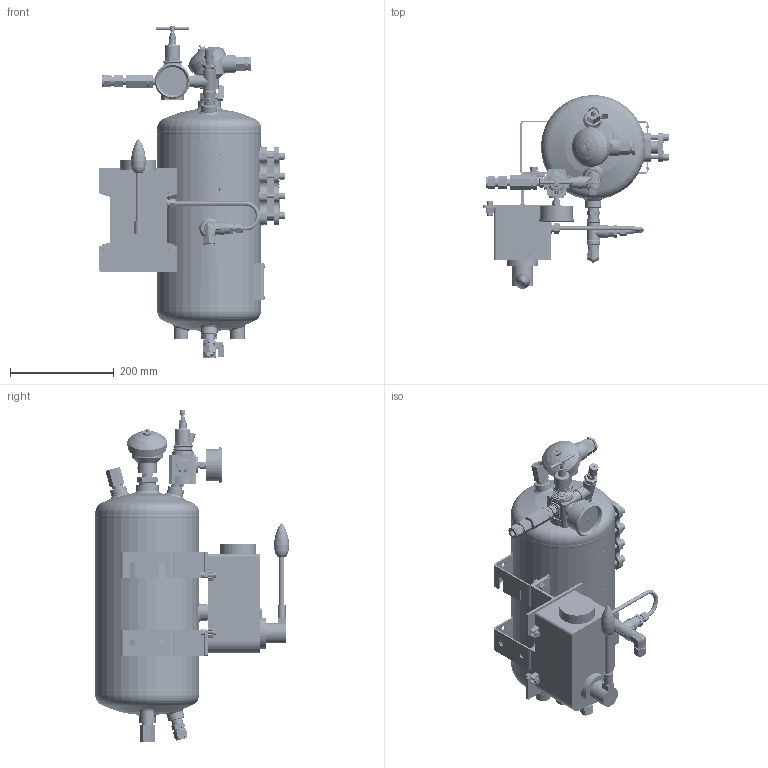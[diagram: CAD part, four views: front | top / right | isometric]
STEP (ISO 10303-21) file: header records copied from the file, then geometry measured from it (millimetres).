
FILE_DESCRIPTION(/* description */ ('Unknown','CAx-IF Rec.Pracs.---Representation and Presentation of Product Manufacturing Information (PMI)---4.0---2014-10-13','CAx-IF Rec.Pracs.---3D Tessellated Geometry---0.4---2014-09-14','2;1'),/* implementation_level */ '2;1');
FILE_NAME(/* name */ 'P212CCSASA-BA-',/* time_stamp */ '2023-03-15T14:13:07+00:00',/* author */ ('Unknown'),/* organization */ ('Unknown'),/* preprocessor_version */ 'ST-DEVELOPER v16.7',/* originating_system */ 'Solid Edge',/* authorisation */ 'Unknown');
FILE_SCHEMA (('AP242_MANAGED_MODEL_BASED_3D_ENGINEERING_MIM_LF { 1 0 10303 442 1 1 4 }'));
Length unit declared in the file: millimetre
Products named in the file (73): 3159765; 2039393; 2039388; 2032857; 2051466; 2015923; 2011208; 2032893; 2011133; 2032873; 2039393_812_2,862_Fillet 7_oa_0; 2039393_812_2,862_Fillet 7_oa_1; 2039393_812_2,862_Fillet 7_oa_2; 2051700; 2030293; 2032147; 2039393_812_2,862_Fillet 7_oa_3; 2039393_812_2,862_Fillet 7_oa_4; 2039393_812_2,862_Fillet 7_oa_5; 2039393_812_2,862_Fillet 7_oa_6; 2050292; 2038629; 2038627; 2033305; 2054694; 2038628; 2051513; 2051512; 2012850; 2030518; 2026306; 2026216; 2026331; 2026972; 3141874; PART 1; PART 2; PART 3; PART 4; 3035495 ...
Assembly tree (130 placements, depth 4):
  3159765
    2039393
      2039388
      2032857
      2051466
      2015923  x5
      2011208
      2032893
      2011133
      2032873
      2039393_812_2,862_Fillet 7_oa_0
      2039393_812_2,862_Fillet 7_oa_1
      2039393_812_2,862_Fillet 7_oa_2
      2051700  x4
      2030293
      2032147  x2
      2039393_812_2,862_Fillet 7_oa_3
      2039393_812_2,862_Fillet 7_oa_4
      2039393_812_2,862_Fillet 7_oa_5
      2039393_812_2,862_Fillet 7_oa_6
      2050292
      2038629
        2038627
        2033305  x2
        2054694
        2038628
        2051513  x8
        2051512  x8
      2012850
    2030518
    2026306  x2
    2026216  x2
    2026331  x2
    2026972
    3141874
      PART 1
      PART 2
      PART 3
      PART 4
    3035495
    2021640
    2026345
    2042938
    3059797
    2026342_oa_7
    3151488
      2017281
        2018529_oa_8
        2018562_oa_9
        2018531_oa_10
        2017281_418_480_Fillet 1_oa_11
      2017283
        2018529_oa_12
        2018562_oa_13
        2018531_oa_14
        2017283_418_480_Fillet 1_oa_15
    3001704_oa_16
    3001705
    2027525
    2068318
Bounding box: 356 x 373.04 x 638.61 mm (x, y, z)
Volume: 3174585.8 mm3; surface area: 1576472.2 mm2
Topology: 153 solids, 153 shells, 4559 faces, 11294 edges, 7357 vertices
Faces by surface type: plane 2274, cylinder 1087, cone 685, torus 236, bspline 233, sphere 44
Full cylindrical faces by diameter (mm): 0.762 x1, 1.016 x1, 1.5 x1, 2 x4, 2.46 x4, 2.794 x1, 3 x4, 3.16 x1, 3.2 x4, 3.24 x2, 3.3 x2, 3.5 x6, 4 x6, 4.5 x2, 4.698 x3, 4.917 x4, 5 x4, 5.4 x1, 5.7 x2, 5.97 x1, 6 x6, 6.27 x2, 6.35 x6, 6.4 x8, 6.401 x1, 6.45 x8, 6.47 x8, 6.8 x8, 6.858 x2, 8 x32
Entity records: 140156 total; most frequent: CARTESIAN_POINT 48090, ORIENTED_EDGE 17340, DIRECTION 15856, EDGE_CURVE 8670, VERTEX_POINT 6059, AXIS2_PLACEMENT_3D 6020, FACE_BOUND 4689, EDGE_LOOP 4686
